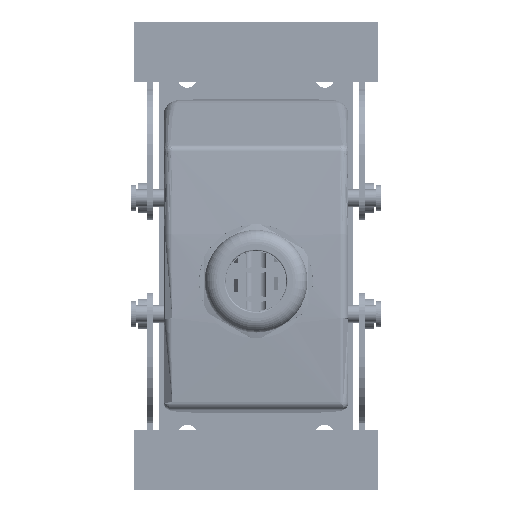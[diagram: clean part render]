
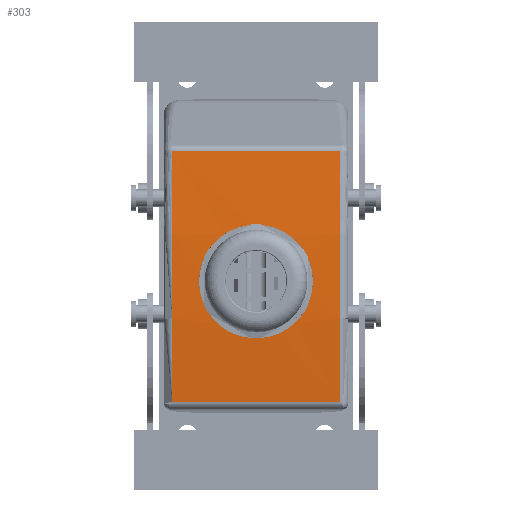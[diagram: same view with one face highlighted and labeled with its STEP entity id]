
A CAD part, top view. The second image highlights one B-rep face of the part: STEP entity #303.
In plain terms, the highlighted cylindrical face has radius 300 mm (diameter 600 mm), a partial arc.
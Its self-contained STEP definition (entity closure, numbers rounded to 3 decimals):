
#263=AXIS2_PLACEMENT_3D('Cylinder Axis2P3D',#260,#261,#262) ;
#276=AXIS2_PLACEMENT_3D('Circle Axis2P3D',#274,#275,$) ;
#290=AXIS2_PLACEMENT_3D('Circle Axis2P3D',#288,#289,$) ;
#80=CARTESIAN_POINT('Control Point',(40.628,42.148,82.683)) ;
#81=CARTESIAN_POINT('Control Point',(39.985,40.97,82.658)) ;
#82=CARTESIAN_POINT('Control Point',(39.193,39.875,82.629)) ;
#83=CARTESIAN_POINT('Control Point',(38.268,38.89,82.598)) ;
#84=CARTESIAN_POINT('Control Point',(36.198,37.176,82.538)) ;
#85=CARTESIAN_POINT('Control Point',(33.769,36.03,82.491)) ;
#86=CARTESIAN_POINT('Control Point',(32.486,35.611,82.473)) ;
#87=CARTESIAN_POINT('Control Point',(30.101,35.157,82.453)) ;
#88=CARTESIAN_POINT('Control Point',(27.676,35.251,82.457)) ;
#89=CARTESIAN_POINT('Control Point',(26.617,35.4,82.464)) ;
#90=CARTESIAN_POINT('Control Point',(23.481,36.17,82.498)) ;
#91=CARTESIAN_POINT('Control Point',(20.676,37.855,82.565)) ;
#92=CARTESIAN_POINT('Control Point',(19.063,39.343,82.618)) ;
#93=CARTESIAN_POINT('Control Point',(17.469,41.566,82.678)) ;
#94=CARTESIAN_POINT('Control Point',(16.494,44.073,82.718)) ;
#95=CARTESIAN_POINT('Control Point',(16.336,44.546,82.725)) ;
#96=CARTESIAN_POINT('Control Point',(16.045,45.592,82.737)) ;
#97=CARTESIAN_POINT('Control Point',(15.861,46.662,82.745)) ;
#98=CARTESIAN_POINT('Control Point',(15.8,47.173,82.748)) ;
#99=CARTESIAN_POINT('Control Point',(15.667,49.085,82.754)) ;
#100=CARTESIAN_POINT('Control Point',(15.879,51.004,82.744)) ;
#101=CARTESIAN_POINT('Control Point',(16.21,52.354,82.73)) ;
#102=CARTESIAN_POINT('Control Point',(16.713,53.646,82.708)) ;
#103=CARTESIAN_POINT('Control Point',(17.372,54.852,82.683)) ;
#104=CARTESIAN_POINT('Vertex',(40.628,42.148,82.683)) ;
#106=CARTESIAN_POINT('Vertex',(17.372,54.852,82.683)) ;
#132=CARTESIAN_POINT('Control Point',(17.372,54.852,82.683)) ;
#133=CARTESIAN_POINT('Control Point',(18.015,56.03,82.658)) ;
#134=CARTESIAN_POINT('Control Point',(18.807,57.125,82.629)) ;
#135=CARTESIAN_POINT('Control Point',(19.732,58.11,82.598)) ;
#136=CARTESIAN_POINT('Control Point',(21.802,59.824,82.538)) ;
#137=CARTESIAN_POINT('Control Point',(24.231,60.97,82.491)) ;
#138=CARTESIAN_POINT('Control Point',(25.514,61.389,82.473)) ;
#139=CARTESIAN_POINT('Control Point',(27.899,61.843,82.453)) ;
#140=CARTESIAN_POINT('Control Point',(30.324,61.749,82.457)) ;
#141=CARTESIAN_POINT('Control Point',(31.383,61.6,82.464)) ;
#142=CARTESIAN_POINT('Control Point',(34.519,60.83,82.498)) ;
#143=CARTESIAN_POINT('Control Point',(37.324,59.145,82.565)) ;
#144=CARTESIAN_POINT('Control Point',(38.937,57.657,82.618)) ;
#145=CARTESIAN_POINT('Control Point',(40.531,55.434,82.678)) ;
#146=CARTESIAN_POINT('Control Point',(41.506,52.927,82.718)) ;
#147=CARTESIAN_POINT('Control Point',(41.664,52.454,82.725)) ;
#148=CARTESIAN_POINT('Control Point',(41.955,51.408,82.737)) ;
#149=CARTESIAN_POINT('Control Point',(42.139,50.338,82.745)) ;
#150=CARTESIAN_POINT('Control Point',(42.2,49.827,82.748)) ;
#151=CARTESIAN_POINT('Control Point',(42.333,47.915,82.754)) ;
#152=CARTESIAN_POINT('Control Point',(42.121,45.996,82.744)) ;
#153=CARTESIAN_POINT('Control Point',(41.79,44.646,82.73)) ;
#154=CARTESIAN_POINT('Control Point',(41.287,43.354,82.708)) ;
#155=CARTESIAN_POINT('Control Point',(40.628,42.148,82.683)) ;
#260=CARTESIAN_POINT('Axis2P3D Location',(29.,48.5,-217.25)) ;
#265=CARTESIAN_POINT('Line Origine',(29.,20.451,81.436)) ;
#269=CARTESIAN_POINT('Vertex',(9.5,20.451,81.436)) ;
#271=CARTESIAN_POINT('Vertex',(48.5,20.451,81.436)) ;
#274=CARTESIAN_POINT('Axis2P3D Location',(48.5,48.5,-217.25)) ;
#278=CARTESIAN_POINT('Vertex',(48.5,78.927,81.203)) ;
#281=CARTESIAN_POINT('Line Origine',(29.,78.927,81.203)) ;
#285=CARTESIAN_POINT('Vertex',(9.5,78.927,81.203)) ;
#288=CARTESIAN_POINT('Axis2P3D Location',(9.5,48.5,-217.25)) ;
#261=DIRECTION('Axis2P3D Direction',(-1.,0.,0.)) ;
#262=DIRECTION('Axis2P3D XDirection',(0.,-0.17,0.985)) ;
#266=DIRECTION('Vector Direction',(-1.,0.,0.)) ;
#275=DIRECTION('Axis2P3D Direction',(-1.,0.,0.)) ;
#282=DIRECTION('Vector Direction',(-1.,0.,0.)) ;
#289=DIRECTION('Axis2P3D Direction',(-1.,0.,0.)) ;
#267=VECTOR('Line Direction',#266,1.) ;
#283=VECTOR('Line Direction',#282,1.) ;
#294=ORIENTED_EDGE('',*,*,#273,.T.) ;
#295=ORIENTED_EDGE('',*,*,#280,.T.) ;
#296=ORIENTED_EDGE('',*,*,#287,.T.) ;
#297=ORIENTED_EDGE('',*,*,#292,.F.) ;
#300=ORIENTED_EDGE('',*,*,#156,.T.) ;
#301=ORIENTED_EDGE('',*,*,#108,.T.) ;
#302=FACE_BOUND('',#299,.T.) ;
#303=ADVANCED_FACE('1061730000.1\\1654220000_S.1\\Housing',(#298,#302),#264,.T.) ;
#79=B_SPLINE_CURVE_WITH_KNOTS('',5,(#80,#81,#82,#83,#84,#85,#86,#87,#88,#89,#90,#91,#92,#93,#94,#95,#96,#97,#98,#99,#100,#101,#102,#103),.UNSPECIFIED.,.F.,.U.,(6,3,3,3,3,3,3,6),(0.,9.498,18.996,26.582,41.759,45.607,49.427,59.159),.UNSPECIFIED.) ;
#131=B_SPLINE_CURVE_WITH_KNOTS('',5,(#132,#133,#134,#135,#136,#137,#138,#139,#140,#141,#142,#143,#144,#145,#146,#147,#148,#149,#150,#151,#152,#153,#154,#155),.UNSPECIFIED.,.F.,.U.,(6,3,3,3,3,3,3,6),(0.,9.498,18.996,26.582,41.759,45.607,49.427,59.159),.UNSPECIFIED.) ;
#277=CIRCLE('generated circle',#276,300.) ;
#291=CIRCLE('generated circle',#290,300.) ;
#264=CYLINDRICAL_SURFACE('generated cylinder',#263,300.) ;
#108=EDGE_CURVE('',#105,#107,#79,.T.) ;
#156=EDGE_CURVE('',#107,#105,#131,.T.) ;
#273=EDGE_CURVE('',#270,#272,#268,.F.) ;
#280=EDGE_CURVE('',#272,#279,#277,.T.) ;
#287=EDGE_CURVE('',#279,#286,#284,.T.) ;
#292=EDGE_CURVE('',#270,#286,#291,.T.) ;
#293=EDGE_LOOP('',(#294,#295,#296,#297)) ;
#299=EDGE_LOOP('',(#300,#301)) ;
#298=FACE_OUTER_BOUND('',#293,.T.) ;
#268=LINE('Line',#265,#267) ;
#284=LINE('Line',#281,#283) ;
#105=VERTEX_POINT('',#104) ;
#107=VERTEX_POINT('',#106) ;
#270=VERTEX_POINT('',#269) ;
#272=VERTEX_POINT('',#271) ;
#279=VERTEX_POINT('',#278) ;
#286=VERTEX_POINT('',#285) ;
